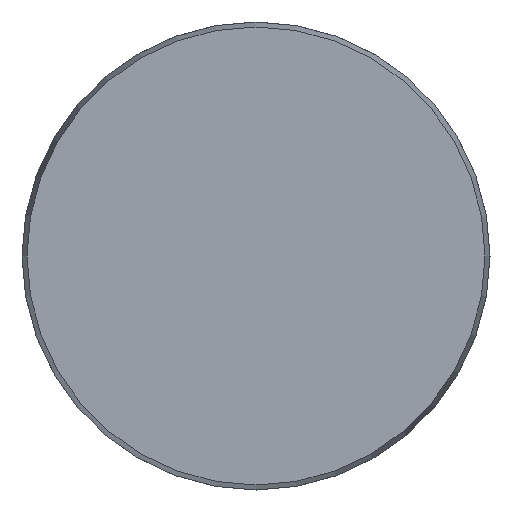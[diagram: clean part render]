
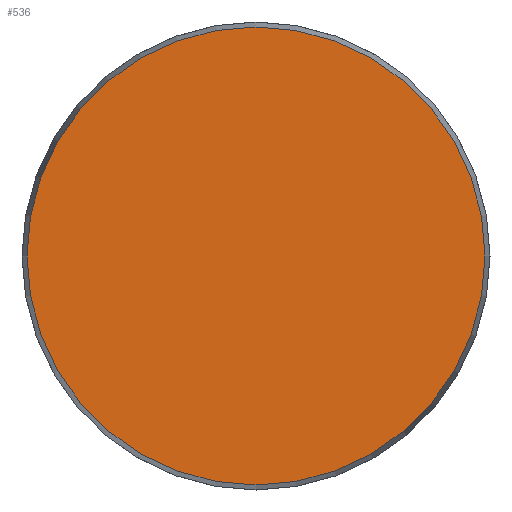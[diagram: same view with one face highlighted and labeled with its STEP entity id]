
A CAD part, front view. The second image highlights one B-rep face of the part: STEP entity #536.
In plain terms, the highlighted planar face has unit normal (0, -1, 0).
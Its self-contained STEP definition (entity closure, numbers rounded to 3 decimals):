
#23 = FACE_OUTER_BOUND ( 'NONE', #542, .T. ) ;
#30 = AXIS2_PLACEMENT_3D ( 'NONE', #479, #91, #544 ) ;
#66 = EDGE_CURVE ( 'NONE', #624, #624, #801, .T. ) ;
#91 = DIRECTION ( 'NONE',  ( 0., 1., 0. ) ) ;
#305 = CARTESIAN_POINT ( 'NONE',  ( 0., 0., -39.143 ) ) ;
#324 = DIRECTION ( 'NONE',  ( 0., 0., -1. ) ) ;
#459 = DIRECTION ( 'NONE',  ( 0., -1., 0. ) ) ;
#462 = AXIS2_PLACEMENT_3D ( 'NONE', #762, #459, #324 ) ;
#479 = CARTESIAN_POINT ( 'NONE',  ( -39.143, 0., 0. ) ) ;
#536 = ADVANCED_FACE ( 'NONE', ( #23 ), #603, .F. ) ;
#542 = EDGE_LOOP ( 'NONE', ( #650 ) ) ;
#544 = DIRECTION ( 'NONE',  ( 0., 0., 1. ) ) ;
#603 = PLANE ( 'NONE',  #30 ) ;
#624 = VERTEX_POINT ( 'NONE', #305 ) ;
#650 = ORIENTED_EDGE ( 'NONE', *, *, #66, .T. ) ;
#762 = CARTESIAN_POINT ( 'NONE',  ( 0., 0., 0. ) ) ;
#801 = CIRCLE ( 'NONE', #462, 39.143 ) ;
